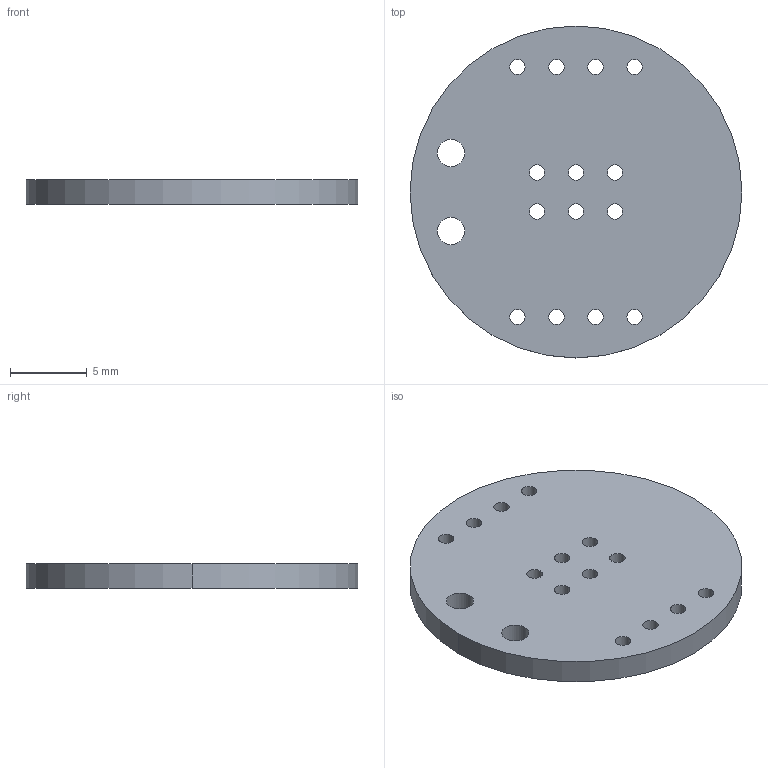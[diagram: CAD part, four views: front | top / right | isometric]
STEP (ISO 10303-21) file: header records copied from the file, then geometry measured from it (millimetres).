
FILE_DESCRIPTION(('KiCad electronic assembly'),'2;1');
FILE_NAME('PDB-4-CONT.step','2022-12-10T09:08:51',('Pcbnew'),('Kicad'), 'Open CASCADE STEP processor 7.6','KiCad to STEP converter','Unknown' );
FILE_SCHEMA(('AUTOMOTIVE_DESIGN { 1 0 10303 214 1 1 1 1 }'));
Length unit declared in the file: millimetre
Products named in the file (2): PDB-4-CONT 1; PDB-4-CONT PCB
Assembly tree (1 placements, depth 2):
  PDB-4-CONT 1
    PDB-4-CONT PCB
Bounding box: 21.59 x 21.59 x 1.6 mm (x, y, z)
Volume: 560.2 mm3; surface area: 897 mm2
Topology: 1 solids, 1 shells, 20 faces, 54 edges, 36 vertices
Faces by surface type: cylinder 18, plane 2
Full cylindrical faces by diameter (mm): 1 x14, 1.778 x2
Entity records: 1467 total; most frequent: DIRECTION 242, CARTESIAN_POINT 220, ORIENTED_EDGE 108, PCURVE 108, DEFINITIONAL_REPRESENTATION 108, LINE 90, VECTOR 90, CIRCLE 72
